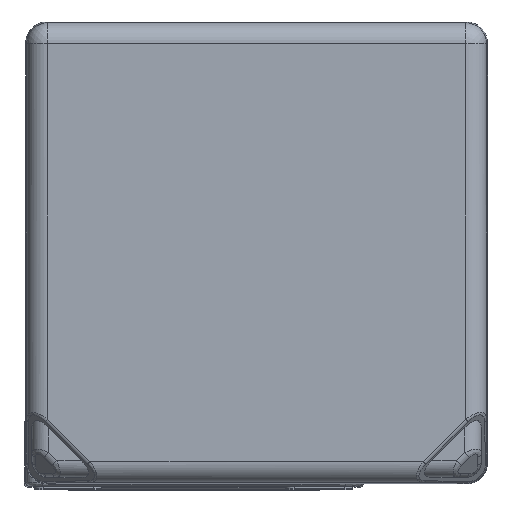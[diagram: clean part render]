
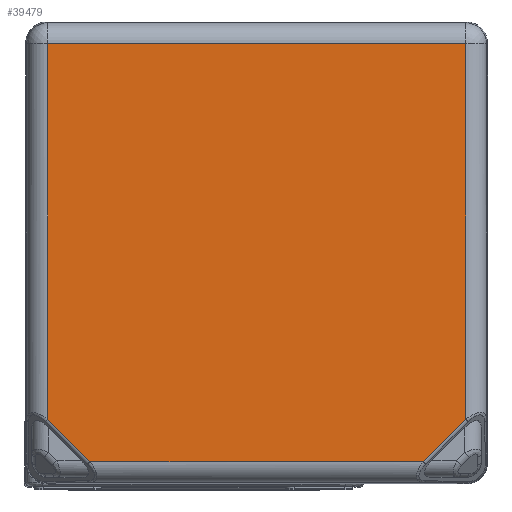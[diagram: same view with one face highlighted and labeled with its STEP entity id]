
A CAD part, top view. The second image highlights one B-rep face of the part: STEP entity #39479.
In plain terms, the highlighted planar face has unit normal (0, 0, 1).
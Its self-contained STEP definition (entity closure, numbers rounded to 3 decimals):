
#13430=DIRECTION('',(0.707,0.707,0.));
#13431=VECTOR('',#13430,7.135);
#13432=CARTESIAN_POINT('',(27.419,-16.915,
50.15));
#13433=LINE('',#13432,#13431);
#13434=DIRECTION('',(1.,0.,0.));
#13435=VECTOR('',#13434,39.839);
#13436=CARTESIAN_POINT('',(-12.419,-16.915,
50.15));
#13437=LINE('',#13436,#13435);
#13438=DIRECTION('',(0.707,-0.707,0.));
#13439=VECTOR('',#13438,7.135);
#13440=CARTESIAN_POINT('',(-17.465,-11.869,
50.15));
#13441=LINE('',#13440,#13439);
#13442=DIRECTION('',(0.,-1.,0.));
#13443=VECTOR('',#13442,44.884);
#13444=CARTESIAN_POINT('',(-17.465,33.015,50.15));
#13445=LINE('',#13444,#13443);
#13446=DIRECTION('',(-1.,0.,0.));
#13447=VECTOR('',#13446,49.929);
#13448=CARTESIAN_POINT('',(32.465,33.015,50.15));
#13449=LINE('',#13448,#13447);
#13450=DIRECTION('',(0.,1.,0.));
#13451=VECTOR('',#13450,44.884);
#13452=CARTESIAN_POINT('',(32.465,-11.869,
50.15));
#13453=LINE('',#13452,#13451);
#13464=CARTESIAN_POINT('',(32.465,-11.869,
50.15));
#13543=CARTESIAN_POINT('',(27.419,-16.915,
50.15));
#13545=CARTESIAN_POINT('',(-12.419,-16.915,
50.15));
#13700=CARTESIAN_POINT('',(-17.465,-11.869,
50.15));
#17223=CARTESIAN_POINT('',(32.465,33.015,50.15));
#17224=CARTESIAN_POINT('',(-17.465,33.015,50.15));
#17225=VERTEX_POINT('',#17223);
#17226=VERTEX_POINT('',#17224);
#17231=VERTEX_POINT('',#13464);
#17245=VERTEX_POINT('',#13543);
#17247=VERTEX_POINT('',#13545);
#17261=VERTEX_POINT('',#13700);
#39461=CARTESIAN_POINT('',(0.,0.55,50.15));
#39462=DIRECTION('',(0.,0.,-1.));
#39463=DIRECTION('',(-1.,0.,0.));
#39464=AXIS2_PLACEMENT_3D('',#39461,#39462,#39463);
#39465=PLANE('',#39464);
#39467=ORIENTED_EDGE('',*,*,#39466,.F.);
#39469=ORIENTED_EDGE('',*,*,#39468,.F.);
#39471=ORIENTED_EDGE('',*,*,#39470,.F.);
#39473=ORIENTED_EDGE('',*,*,#39472,.F.);
#39474=ORIENTED_EDGE('',*,*,#39444,.F.);
#39476=ORIENTED_EDGE('',*,*,#39475,.F.);
#39477=EDGE_LOOP('',(#39467,#39469,#39471,#39473,#39474,#39476));
#39478=FACE_OUTER_BOUND('',#39477,.F.);
#39479=ADVANCED_FACE('',(#39478),#39465,.F.);
#39444=EDGE_CURVE('',#17225,#17226,#13449,.T.);
#39466=EDGE_CURVE('',#17245,#17231,#13433,.T.);
#39468=EDGE_CURVE('',#17247,#17245,#13437,.T.);
#39470=EDGE_CURVE('',#17261,#17247,#13441,.T.);
#39472=EDGE_CURVE('',#17226,#17261,#13445,.T.);
#39475=EDGE_CURVE('',#17231,#17225,#13453,.T.);
